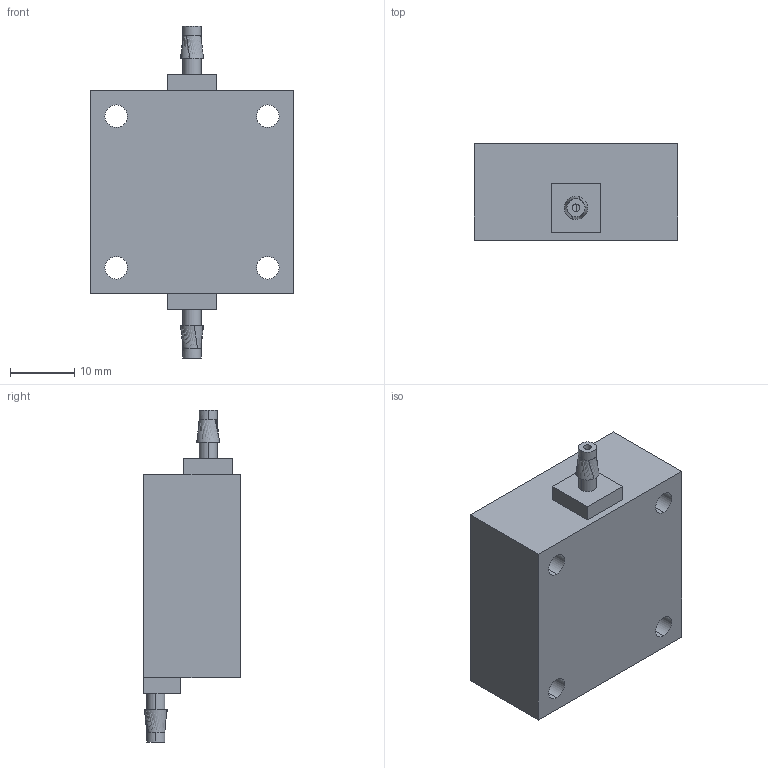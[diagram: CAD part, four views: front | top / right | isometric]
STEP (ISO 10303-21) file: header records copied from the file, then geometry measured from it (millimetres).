
FILE_DESCRIPTION (( 'STEP AP214' ), '1' );
FILE_NAME ('Reactor completo imprimir.STEP', '2018-01-31T20:13:39', ( '' ), ( '' ), 'SwSTEP 2.0', 'SolidWorks 2017', '' );
FILE_SCHEMA (( 'AUTOMOTIVE_DESIGN' ));
Length unit declared in the file: millimetre
Products named in the file (1): Reactor completo imprimir
Bounding box: 31.5 x 15 x 51.5 mm (x, y, z)
Volume: 11007.1 mm3; surface area: 5885 mm2
Topology: 3 solids, 3 shells, 65 faces, 156 edges, 104 vertices
Faces by surface type: cylinder 34, plane 27, bspline 4
Entity records: 2782 total; most frequent: CARTESIAN_POINT 486, DIRECTION 316, ORIENTED_EDGE 312, EDGE_CURVE 156, AXIS2_PLACEMENT_3D 122, VERTEX_POINT 104, EDGE_LOOP 88, VECTOR 72
